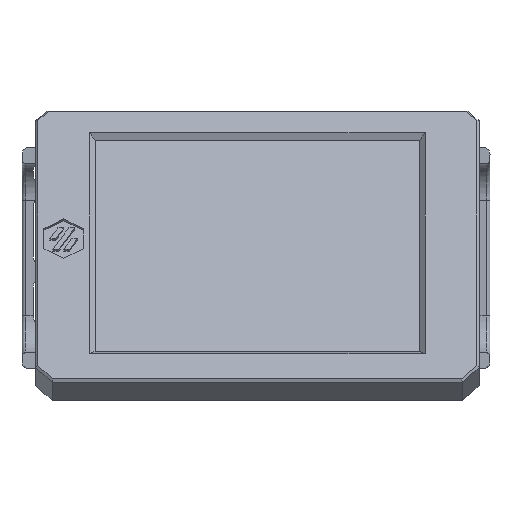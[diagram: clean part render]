
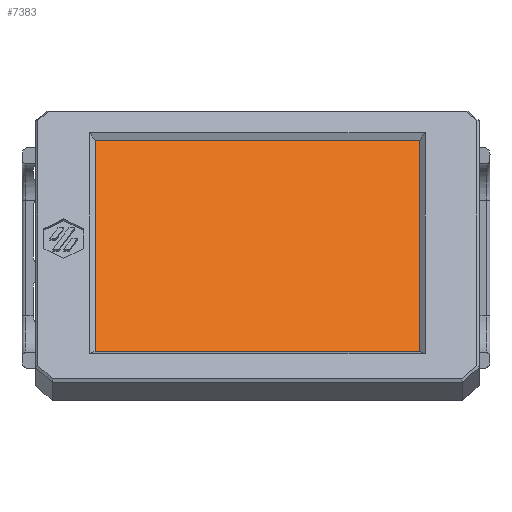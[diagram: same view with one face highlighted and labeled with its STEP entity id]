
A CAD part, front view. The second image highlights one B-rep face of the part: STEP entity #7383.
In plain terms, the highlighted face is planar.
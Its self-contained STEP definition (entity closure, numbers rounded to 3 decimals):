
#418=CIRCLE('',#8072,3.5);
#420=CIRCLE('',#8076,3.5);
#422=CIRCLE('',#8080,3.5);
#424=CIRCLE('',#8084,3.5);
#921=FACE_OUTER_BOUND('',#1374,.T.);
#1374=EDGE_LOOP('',(#6621,#6622,#6623,#6624,#6625,#6626,#6627,#6628));
#2111=LINE('',#12488,#2878);
#2115=LINE('',#12500,#2882);
#2119=LINE('',#12512,#2886);
#2123=LINE('',#12524,#2890);
#2878=VECTOR('',#10075,10.);
#2882=VECTOR('',#10087,10.);
#2886=VECTOR('',#10099,10.);
#2890=VECTOR('',#10111,10.);
#3543=VERTEX_POINT('',#12485);
#3544=VERTEX_POINT('',#12487);
#3546=VERTEX_POINT('',#12493);
#3548=VERTEX_POINT('',#12499);
#3550=VERTEX_POINT('',#12505);
#3552=VERTEX_POINT('',#12511);
#3554=VERTEX_POINT('',#12517);
#3556=VERTEX_POINT('',#12523);
#4567=EDGE_CURVE('',#3544,#3543,#2111,.T.);
#4570=EDGE_CURVE('',#3546,#3544,#418,.T.);
#4573=EDGE_CURVE('',#3548,#3546,#2115,.T.);
#4576=EDGE_CURVE('',#3550,#3548,#420,.T.);
#4579=EDGE_CURVE('',#3552,#3550,#2119,.T.);
#4582=EDGE_CURVE('',#3554,#3552,#422,.T.);
#4585=EDGE_CURVE('',#3556,#3554,#2123,.T.);
#4588=EDGE_CURVE('',#3543,#3556,#424,.T.);
#6621=ORIENTED_EDGE('',*,*,#4588,.T.);
#6622=ORIENTED_EDGE('',*,*,#4585,.T.);
#6623=ORIENTED_EDGE('',*,*,#4582,.T.);
#6624=ORIENTED_EDGE('',*,*,#4579,.T.);
#6625=ORIENTED_EDGE('',*,*,#4576,.T.);
#6626=ORIENTED_EDGE('',*,*,#4573,.T.);
#6627=ORIENTED_EDGE('',*,*,#4570,.T.);
#6628=ORIENTED_EDGE('',*,*,#4567,.T.);
#6974=PLANE('',#8085);
#7383=ADVANCED_FACE('',(#921),#6974,.T.);
#8072=AXIS2_PLACEMENT_3D('',#12494,#10081,#10082);
#8076=AXIS2_PLACEMENT_3D('',#12506,#10093,#10094);
#8080=AXIS2_PLACEMENT_3D('',#12518,#10105,#10106);
#8084=AXIS2_PLACEMENT_3D('',#12528,#10117,#10118);
#8085=AXIS2_PLACEMENT_3D('',#12529,#10119,#10120);
#10075=DIRECTION('',(0.,-1.,0.));
#10081=DIRECTION('center_axis',(0.,0.,1.));
#10082=DIRECTION('ref_axis',(0.,1.,0.));
#10087=DIRECTION('',(-1.,0.,0.));
#10093=DIRECTION('center_axis',(0.,0.,1.));
#10094=DIRECTION('ref_axis',(1.,0.,0.));
#10099=DIRECTION('',(0.,1.,0.));
#10105=DIRECTION('center_axis',(0.,0.,1.));
#10106=DIRECTION('ref_axis',(0.,-1.,0.));
#10111=DIRECTION('',(1.,0.,0.));
#10117=DIRECTION('center_axis',(0.,0.,1.));
#10118=DIRECTION('ref_axis',(-1.,0.,0.));
#10119=DIRECTION('center_axis',(0.,0.,1.));
#10120=DIRECTION('ref_axis',(1.,0.,0.));
#12485=CARTESIAN_POINT('',(0.,3.5,1.));
#12487=CARTESIAN_POINT('',(0.,67.8,1.));
#12488=CARTESIAN_POINT('',(0.,67.8,1.));
#12493=CARTESIAN_POINT('',(3.5,71.3,1.));
#12494=CARTESIAN_POINT('Origin',(3.5,67.8,1.));
#12499=CARTESIAN_POINT('',(49.4,71.3,1.));
#12500=CARTESIAN_POINT('',(49.4,71.3,1.));
#12505=CARTESIAN_POINT('',(52.9,67.8,1.));
#12506=CARTESIAN_POINT('Origin',(49.4,67.8,1.));
#12511=CARTESIAN_POINT('',(52.9,3.5,1.));
#12512=CARTESIAN_POINT('',(52.9,3.5,1.));
#12517=CARTESIAN_POINT('',(49.4,0.,1.));
#12518=CARTESIAN_POINT('Origin',(49.4,3.5,1.));
#12523=CARTESIAN_POINT('',(3.5,0.,1.));
#12524=CARTESIAN_POINT('',(3.5,0.,1.));
#12528=CARTESIAN_POINT('Origin',(3.5,3.5,1.));
#12529=CARTESIAN_POINT('Origin',(26.45,35.65,1.));
